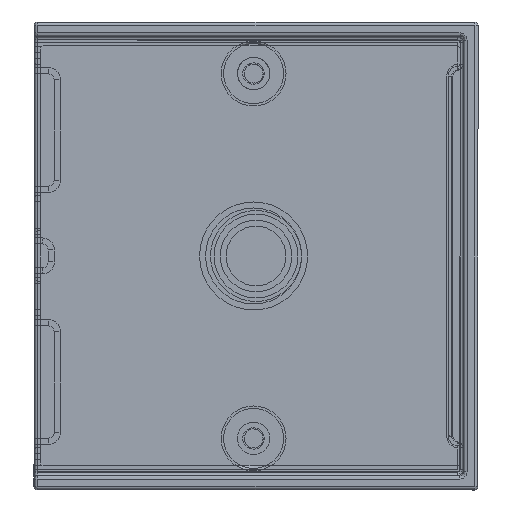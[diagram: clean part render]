
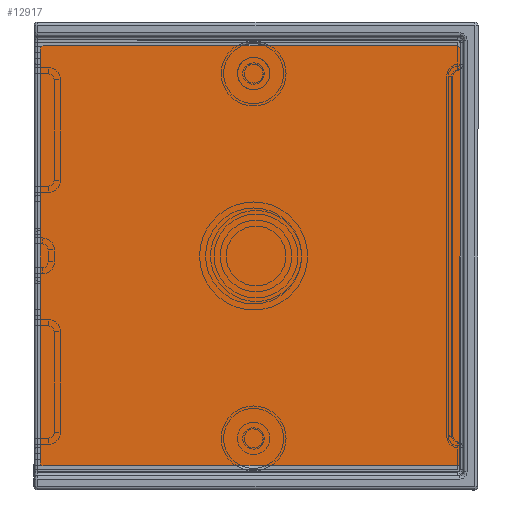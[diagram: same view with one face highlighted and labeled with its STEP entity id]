
A CAD part, front view. The second image highlights one B-rep face of the part: STEP entity #12917.
In plain terms, the highlighted planar face has unit normal (0, -1, 0).
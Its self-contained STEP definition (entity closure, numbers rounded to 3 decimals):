
#464=PLANE('',#14582);
#1421=LINE('',#23568,#2397);
#1424=LINE('',#23574,#2400);
#1425=LINE('',#23578,#2401);
#1426=LINE('',#23582,#2402);
#2397=VECTOR('',#18794,10.);
#2400=VECTOR('',#18799,10.);
#2401=VECTOR('',#18802,10.);
#2402=VECTOR('',#18805,10.);
#3177=FACE_OUTER_BOUND('',#3981,.T.);
#3981=EDGE_LOOP('',(#11719,#11720,#11721,#11722,#11723,#11724,#11725,#11726));
#4887=CIRCLE('',#14579,0.3);
#4889=CIRCLE('',#14583,0.3);
#4890=CIRCLE('',#14584,0.3);
#4891=CIRCLE('',#14585,0.3);
#6063=VERTEX_POINT('',#23558);
#6064=VERTEX_POINT('',#23559);
#6067=VERTEX_POINT('',#23567);
#6069=VERTEX_POINT('',#23573);
#6070=VERTEX_POINT('',#23575);
#6071=VERTEX_POINT('',#23577);
#6072=VERTEX_POINT('',#23579);
#6073=VERTEX_POINT('',#23581);
#7951=EDGE_CURVE('',#6063,#6064,#4887,.T.);
#7955=EDGE_CURVE('',#6064,#6067,#1421,.T.);
#7958=EDGE_CURVE('',#6069,#6063,#1424,.T.);
#7959=EDGE_CURVE('',#6070,#6069,#4889,.T.);
#7960=EDGE_CURVE('',#6071,#6070,#1425,.T.);
#7961=EDGE_CURVE('',#6072,#6071,#4890,.T.);
#7962=EDGE_CURVE('',#6073,#6072,#1426,.T.);
#7963=EDGE_CURVE('',#6067,#6073,#4891,.T.);
#11719=ORIENTED_EDGE('',*,*,#7951,.F.);
#11720=ORIENTED_EDGE('',*,*,#7958,.F.);
#11721=ORIENTED_EDGE('',*,*,#7959,.F.);
#11722=ORIENTED_EDGE('',*,*,#7960,.F.);
#11723=ORIENTED_EDGE('',*,*,#7961,.F.);
#11724=ORIENTED_EDGE('',*,*,#7962,.F.);
#11725=ORIENTED_EDGE('',*,*,#7963,.F.);
#11726=ORIENTED_EDGE('',*,*,#7955,.F.);
#12917=ADVANCED_FACE('',(#3177),#464,.T.);
#14579=AXIS2_PLACEMENT_3D('',#23560,#18786,#18787);
#14582=AXIS2_PLACEMENT_3D('',#23572,#18797,#18798);
#14583=AXIS2_PLACEMENT_3D('',#23576,#18800,#18801);
#14584=AXIS2_PLACEMENT_3D('',#23580,#18803,#18804);
#14585=AXIS2_PLACEMENT_3D('',#23583,#18806,#18807);
#18786=DIRECTION('center_axis',(0.,1.,0.));
#18787=DIRECTION('ref_axis',(0.707,0.,-0.707));
#18794=DIRECTION('',(-1.,0.,0.));
#18797=DIRECTION('center_axis',(0.,-1.,0.));
#18798=DIRECTION('ref_axis',(1.,0.,0.));
#18799=DIRECTION('',(0.,0.,-1.));
#18800=DIRECTION('center_axis',(0.,1.,0.));
#18801=DIRECTION('ref_axis',(0.707,0.,0.707));
#18802=DIRECTION('',(1.,0.,0.));
#18803=DIRECTION('center_axis',(0.,1.,0.));
#18804=DIRECTION('ref_axis',(-0.707,0.,0.707));
#18805=DIRECTION('',(0.,0.,1.));
#18806=DIRECTION('center_axis',(0.,1.,0.));
#18807=DIRECTION('ref_axis',(-0.707,0.,-0.707));
#23558=CARTESIAN_POINT('',(35.5,-428.6,-17.2));
#23559=CARTESIAN_POINT('',(35.2,-428.6,-17.5));
#23560=CARTESIAN_POINT('Origin',(35.2,-428.6,-17.2));
#23567=CARTESIAN_POINT('',(0.8,-428.6,-17.5));
#23568=CARTESIAN_POINT('',(35.5,-428.6,-17.5));
#23572=CARTESIAN_POINT('Origin',(18.,-428.6,0.));
#23573=CARTESIAN_POINT('',(35.5,-428.6,17.2));
#23574=CARTESIAN_POINT('',(35.5,-428.6,17.5));
#23575=CARTESIAN_POINT('',(35.2,-428.6,17.5));
#23576=CARTESIAN_POINT('Origin',(35.2,-428.6,17.2));
#23577=CARTESIAN_POINT('',(0.8,-428.6,17.5));
#23578=CARTESIAN_POINT('',(0.5,-428.6,17.5));
#23579=CARTESIAN_POINT('',(0.5,-428.6,17.2));
#23580=CARTESIAN_POINT('Origin',(0.8,-428.6,17.2));
#23581=CARTESIAN_POINT('',(0.5,-428.6,-17.2));
#23582=CARTESIAN_POINT('',(0.5,-428.6,-17.5));
#23583=CARTESIAN_POINT('Origin',(0.8,-428.6,-17.2));
